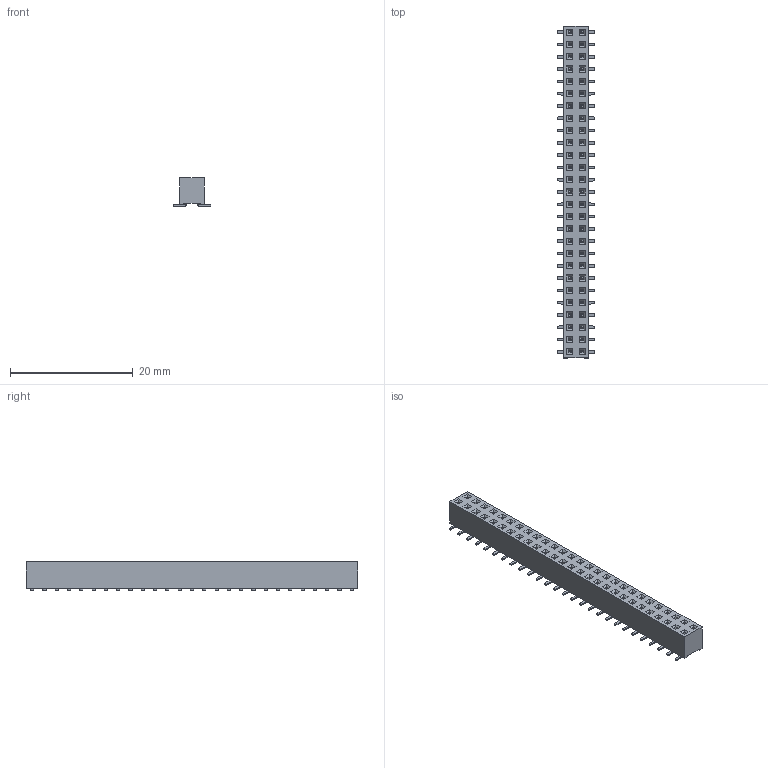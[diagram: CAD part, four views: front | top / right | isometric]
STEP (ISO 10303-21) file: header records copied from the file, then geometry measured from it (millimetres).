
FILE_DESCRIPTION(/* description */ ('model of PinSocket_2x27_P2.00mm_Vertical_SMD'),/* implementation_level */ '2;1');
FILE_NAME(/* name */ 'PinSocket_2x27_P2.00mm_Vertical_SMD.step',/* time_stamp */ '1970-01-01T00:00:00',/* author */ ('KiCAD','kicad'),/* organization */ ('OCCT'),/* preprocessor_version */ '',/* originating_system */ 'KiCAD',/* authorisation */ '');
FILE_SCHEMA(('AUTOMOTIVE_DESIGN { 1 0 10303 214 1 1 1 1 }'));
Length unit declared in the file: millimetre
Products named in the file (1): PinSocket_2x27_P2.00mm_Vertical_SMD
Bounding box: 6.1 x 54 x 4.6 mm (x, y, z)
Volume: 863 mm3; surface area: 1520.7 mm2
Topology: 1 solids, 1 shells, 1630 faces, 4128 edges, 2608 vertices
Faces by surface type: plane 1468, cylinder 162
Entity records: 31167 total; most frequent: ORIENTED_EDGE 6192, EDGE_CURVE 4128, CARTESIAN_POINT 3962, LINE 3586, VERTEX_POINT 2608, FACE_BOUND 1738, EDGE_LOOP 1738, AXIS2_PLACEMENT_3D 1684
